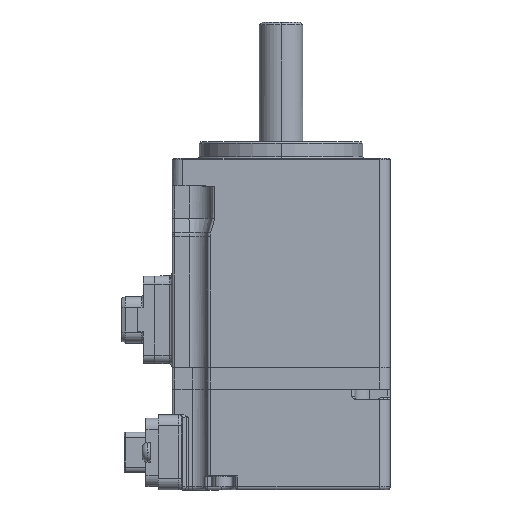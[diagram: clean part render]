
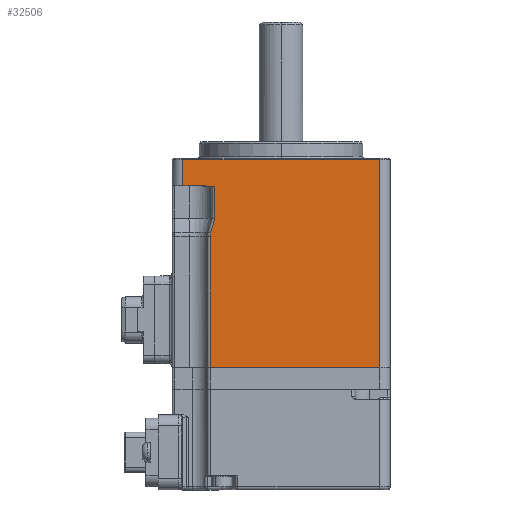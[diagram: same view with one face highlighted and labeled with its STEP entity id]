
A CAD part, top view. The second image highlights one B-rep face of the part: STEP entity #32506.
In plain terms, the highlighted planar face has unit normal (0, 0, 1).
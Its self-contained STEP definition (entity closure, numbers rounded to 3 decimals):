
#100 = VERTEX_POINT ( 'NONE', #1573 ) ;
#775 = CARTESIAN_POINT ( 'NONE',  ( -18., 38.2, 20. ) ) ;
#1280 = EDGE_CURVE ( 'NONE', #14902, #34285, #21324, .T. ) ;
#1300 = DIRECTION ( 'NONE',  ( -1., 0., 0. ) ) ;
#1573 = CARTESIAN_POINT ( 'NONE',  ( -18., 33.365, 20. ) ) ;
#2194 = VECTOR ( 'NONE', #33127, 1000. ) ;
#2752 = DIRECTION ( 'NONE',  ( -0.27, -0.963, 0. ) ) ;
#2769 = VECTOR ( 'NONE', #16072, 1000. ) ;
#2899 = VECTOR ( 'NONE', #1300, 1000. ) ;
#2974 = VECTOR ( 'NONE', #12669, 1000. ) ;
#3343 = DIRECTION ( 'NONE',  ( 0., 0., 1. ) ) ;
#3709 = ORIENTED_EDGE ( 'NONE', *, *, #11986, .T. ) ;
#4302 = PLANE ( 'NONE',  #14685 ) ;
#4390 = CARTESIAN_POINT ( 'NONE',  ( -13., 41.4, 20. ) ) ;
#4502 = CARTESIAN_POINT ( 'NONE',  ( -18., 41.4, 20. ) ) ;
#4645 = CARTESIAN_POINT ( 'NONE',  ( -13., 0., 20. ) ) ;
#5459 = ORIENTED_EDGE ( 'NONE', *, *, #27029, .T. ) ;
#6190 = CARTESIAN_POINT ( 'NONE',  ( -12.907, 24.674, 20. ) ) ;
#7488 = EDGE_CURVE ( 'NONE', #34285, #8412, #7977, .T. ) ;
#7631 = CARTESIAN_POINT ( 'NONE',  ( -18., 41.4, 20. ) ) ;
#7977 = CIRCLE ( 'NONE', #13485, 2.5 ) ;
#8412 = VERTEX_POINT ( 'NONE', #27686 ) ;
#8918 = VERTEX_POINT ( 'NONE', #22571 ) ;
#8948 = CARTESIAN_POINT ( 'NONE',  ( -18., 38.2, 20. ) ) ;
#10237 = DIRECTION ( 'NONE',  ( 0., 0., -1. ) ) ;
#10452 = EDGE_CURVE ( 'NONE', #100, #28149, #24174, .T. ) ;
#10578 = EDGE_CURVE ( 'NONE', #29139, #12610, #14369, .T. ) ;
#10763 = EDGE_CURVE ( 'NONE', #8918, #12610, #18888, .T. ) ;
#10771 = CARTESIAN_POINT ( 'NONE',  ( -18.14, 33.368, 20. ) ) ;
#11283 = ORIENTED_EDGE ( 'NONE', *, *, #7488, .T. ) ;
#11345 = CARTESIAN_POINT ( 'NONE',  ( -12.163, 33.263, 20. ) ) ;
#11760 = ORIENTED_EDGE ( 'NONE', *, *, #18156, .T. ) ;
#11986 = EDGE_CURVE ( 'NONE', #18808, #100, #20459, .T. ) ;
#12610 = VERTEX_POINT ( 'NONE', #17155 ) ;
#12669 = DIRECTION ( 'NONE',  ( 0., -1., 0. ) ) ;
#13485 = AXIS2_PLACEMENT_3D ( 'NONE', #33031, #3343, #22635 ) ;
#14197 = CARTESIAN_POINT ( 'NONE',  ( -18., 0., 20. ) ) ;
#14369 = LINE ( 'NONE', #14197, #2194 ) ;
#14685 = AXIS2_PLACEMENT_3D ( 'NONE', #7631, #10237, #33316 ) ;
#14902 = VERTEX_POINT ( 'NONE', #32743 ) ;
#15700 = ORIENTED_EDGE ( 'NONE', *, *, #10763, .F. ) ;
#16005 = VECTOR ( 'NONE', #2752, 1000. ) ;
#16072 = DIRECTION ( 'NONE',  ( 0., -1., 0. ) ) ;
#16379 = ORIENTED_EDGE ( 'NONE', *, *, #1280, .T. ) ;
#16442 = CARTESIAN_POINT ( 'NONE',  ( -8.935, 38.862, 20. ) ) ;
#17061 = LINE ( 'NONE', #20037, #32587 ) ;
#17155 = CARTESIAN_POINT ( 'NONE',  ( 18., 0., 20. ) ) ;
#18156 = EDGE_CURVE ( 'NONE', #28149, #14902, #17061, .T. ) ;
#18808 = VERTEX_POINT ( 'NONE', #8948 ) ;
#18888 = LINE ( 'NONE', #23966, #2769 ) ;
#20037 = CARTESIAN_POINT ( 'NONE',  ( -12.163, 25.546, 20. ) ) ;
#20459 = LINE ( 'NONE', #4502, #2974 ) ;
#21324 = LINE ( 'NONE', #16442, #16005 ) ;
#21579 = VECTOR ( 'NONE', #21685, 1000. ) ;
#21685 = DIRECTION ( 'NONE',  ( 1., -0.017, 0. ) ) ;
#22571 = CARTESIAN_POINT ( 'NONE',  ( 18., 38.2, 20. ) ) ;
#22635 = DIRECTION ( 'NONE',  ( -1., 0., 0. ) ) ;
#23096 = FACE_OUTER_BOUND ( 'NONE', #31132, .T. ) ;
#23966 = CARTESIAN_POINT ( 'NONE',  ( 18., 41.4, 20. ) ) ;
#23981 = VECTOR ( 'NONE', #30979, 1000. ) ;
#24174 = LINE ( 'NONE', #10771, #21579 ) ;
#24646 = LINE ( 'NONE', #775, #2899 ) ;
#25408 = ORIENTED_EDGE ( 'NONE', *, *, #10452, .T. ) ;
#26540 = EDGE_CURVE ( 'NONE', #8412, #29139, #28237, .T. ) ;
#27029 = EDGE_CURVE ( 'NONE', #8918, #18808, #24646, .T. ) ;
#27686 = CARTESIAN_POINT ( 'NONE',  ( -13., 24., 20. ) ) ;
#28149 = VERTEX_POINT ( 'NONE', #11345 ) ;
#28237 = LINE ( 'NONE', #4390, #23981 ) ;
#28485 = ORIENTED_EDGE ( 'NONE', *, *, #10578, .T. ) ;
#29139 = VERTEX_POINT ( 'NONE', #4645 ) ;
#30979 = DIRECTION ( 'NONE',  ( 0., -1., 0. ) ) ;
#31132 = EDGE_LOOP ( 'NONE', ( #15700, #5459, #3709, #25408, #11760, #16379, #11283, #31461, #28485 ) ) ;
#31461 = ORIENTED_EDGE ( 'NONE', *, *, #26540, .T. ) ;
#32506 = ADVANCED_FACE ( 'NONE', ( #23096 ), #4302, .F. ) ;
#32587 = VECTOR ( 'NONE', #33043, 1000. ) ;
#32743 = CARTESIAN_POINT ( 'NONE',  ( -12.163, 27.331, 20. ) ) ;
#33031 = CARTESIAN_POINT ( 'NONE',  ( -10.5, 24., 20. ) ) ;
#33043 = DIRECTION ( 'NONE',  ( 0., -1., 0. ) ) ;
#33127 = DIRECTION ( 'NONE',  ( 1., 0., 0. ) ) ;
#33316 = DIRECTION ( 'NONE',  ( -1., 0., 0. ) ) ;
#34285 = VERTEX_POINT ( 'NONE', #6190 ) ;
